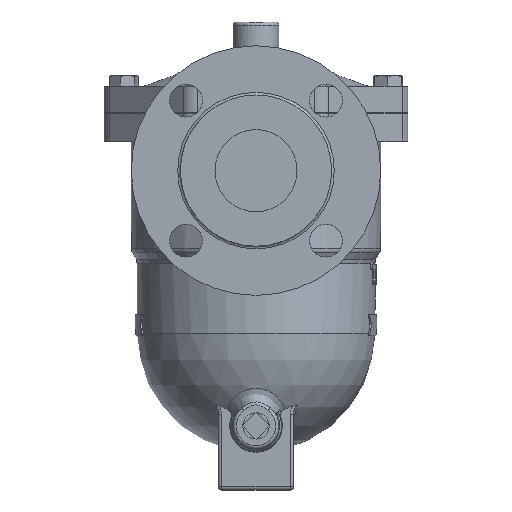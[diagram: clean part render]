
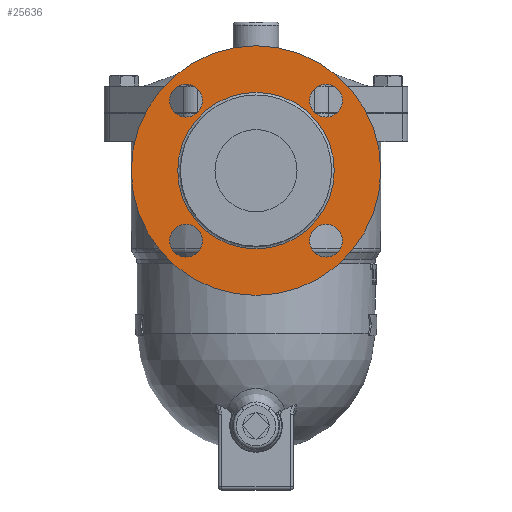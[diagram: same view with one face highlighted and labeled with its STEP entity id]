
A CAD part, left-side view. The second image highlights one B-rep face of the part: STEP entity #25636.
In plain terms, the highlighted planar face has unit normal (-1, 0, 0).
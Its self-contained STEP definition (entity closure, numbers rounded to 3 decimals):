
#25248=CARTESIAN_POINT('',(-138.4,32.639,-77.639));
#25249=VERTEX_POINT('',#25248);
#25250=CARTESIAN_POINT('',(-138.4,42.639,-77.639));
#25251=DIRECTION('',(1.0,0.0,0.0));
#25252=DIRECTION('',(0.0,1.0,0.0));
#25253=AXIS2_PLACEMENT_3D('',#25250,#25251,#25252);
#25254=CIRCLE('',#25253,10.0);
#25255=EDGE_CURVE('',#25249,#25249,#25254,.T.);
#25297=CARTESIAN_POINT('',(-138.4,-42.639,-67.639));
#25298=VERTEX_POINT('',#25297);
#25299=CARTESIAN_POINT('',(-138.4,-42.639,-77.639));
#25300=DIRECTION('',(1.0,0.0,0.0));
#25301=DIRECTION('',(0.0,0.0,-1.0));
#25302=AXIS2_PLACEMENT_3D('',#25299,#25300,#25301);
#25303=CIRCLE('',#25302,10.0);
#25304=EDGE_CURVE('',#25298,#25298,#25303,.T.);
#25346=CARTESIAN_POINT('',(-138.4,-32.639,7.639));
#25347=VERTEX_POINT('',#25346);
#25348=CARTESIAN_POINT('',(-138.4,-42.639,7.639));
#25349=DIRECTION('',(1.0,0.0,0.0));
#25350=DIRECTION('',(0.0,-1.0,0.0));
#25351=AXIS2_PLACEMENT_3D('',#25348,#25349,#25350);
#25352=CIRCLE('',#25351,10.0);
#25353=EDGE_CURVE('',#25347,#25347,#25352,.T.);
#25406=CARTESIAN_POINT('',(-138.4,42.639,-2.361));
#25407=VERTEX_POINT('',#25406);
#25408=CARTESIAN_POINT('',(-138.4,42.639,7.639));
#25409=DIRECTION('',(1.0,0.0,0.0));
#25410=DIRECTION('',(0.0,0.0,1.0));
#25411=AXIS2_PLACEMENT_3D('',#25408,#25409,#25410);
#25412=CIRCLE('',#25411,10.0);
#25413=EDGE_CURVE('',#25407,#25407,#25412,.T.);
#25522=CARTESIAN_POINT('',(-138.4,0.,41.));
#25523=VERTEX_POINT('',#25522);
#25524=CARTESIAN_POINT('',(-138.4,0.0,-35.));
#25525=DIRECTION('',(1.0,0.0,0.0));
#25526=DIRECTION('',(0.0,0.0,-1.0));
#25527=AXIS2_PLACEMENT_3D('',#25524,#25525,#25526);
#25528=CIRCLE('',#25527,76.0);
#25529=EDGE_CURVE('',#25523,#25523,#25528,.T.);
#25590=CARTESIAN_POINT('',(-138.4,0.,12.65));
#25591=VERTEX_POINT('',#25590);
#25592=CARTESIAN_POINT('',(-138.4,0.0,-35.));
#25593=DIRECTION('',(-1.0,0.0,0.0));
#25594=DIRECTION('',(0.0,0.0,-1.0));
#25595=AXIS2_PLACEMENT_3D('',#25592,#25593,#25594);
#25596=CIRCLE('',#25595,47.65);
#25597=EDGE_CURVE('',#25591,#25591,#25596,.T.);
#25613=CARTESIAN_POINT('',(-138.4,0.0,-35.));
#25614=DIRECTION('',(1.0,0.0,0.0));
#25615=DIRECTION('',(0.0,0.0,-1.0));
#25616=AXIS2_PLACEMENT_3D('',#25613,#25614,#25615);
#25617=PLANE('',#25616);
#25618=ORIENTED_EDGE('',*,*,#25529,.F.);
#25619=EDGE_LOOP('',(#25618));
#25620=FACE_OUTER_BOUND('',#25619,.T.);
#25621=ORIENTED_EDGE('',*,*,#25255,.T.);
#25622=EDGE_LOOP('',(#25621));
#25623=FACE_BOUND('',#25622,.T.);
#25624=ORIENTED_EDGE('',*,*,#25304,.T.);
#25625=EDGE_LOOP('',(#25624));
#25626=FACE_BOUND('',#25625,.T.);
#25627=ORIENTED_EDGE('',*,*,#25353,.T.);
#25628=EDGE_LOOP('',(#25627));
#25629=FACE_BOUND('',#25628,.T.);
#25630=ORIENTED_EDGE('',*,*,#25413,.T.);
#25631=EDGE_LOOP('',(#25630));
#25632=FACE_BOUND('',#25631,.T.);
#25633=ORIENTED_EDGE('',*,*,#25597,.F.);
#25634=EDGE_LOOP('',(#25633));
#25635=FACE_BOUND('',#25634,.T.);
#25636=ADVANCED_FACE('',(#25620,#25623,#25626,#25629,#25632,#25635),#25617,.F.);
